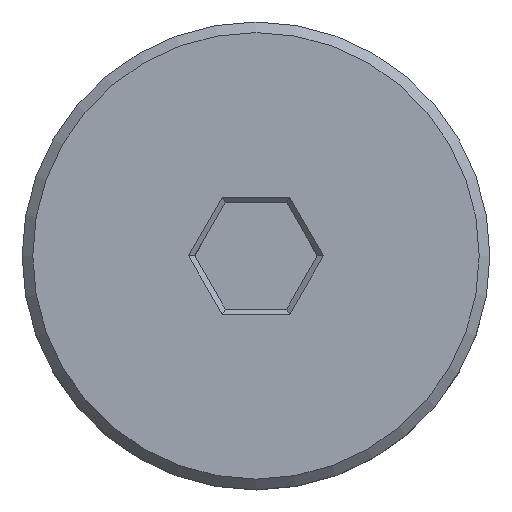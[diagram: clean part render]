
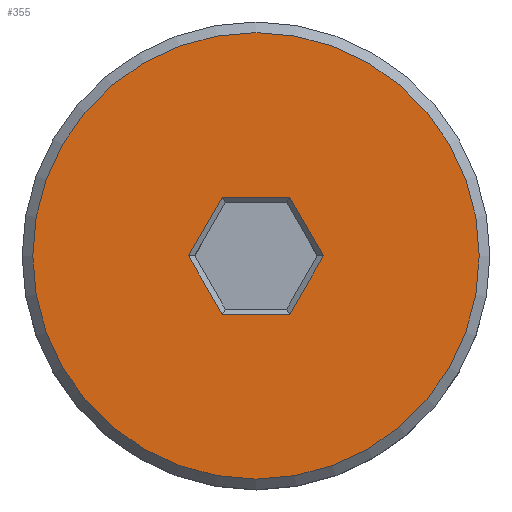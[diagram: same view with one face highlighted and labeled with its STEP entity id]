
A CAD part, top view. The second image highlights one B-rep face of the part: STEP entity #355.
In plain terms, the highlighted planar face has unit normal (0, 0, 1).
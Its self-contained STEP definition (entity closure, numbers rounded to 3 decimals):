
#22=FACE_BOUND('',#69,.T.);
#25=CIRCLE('',#400,10.5);
#44=FACE_OUTER_BOUND('',#68,.T.);
#68=EDGE_LOOP('',(#271));
#69=EDGE_LOOP('',(#272,#273,#274,#275,#276,#277));
#86=LINE('',#535,#123);
#90=LINE('',#543,#127);
#93=LINE('',#550,#130);
#98=LINE('',#560,#135);
#100=LINE('',#563,#137);
#103=LINE('',#567,#140);
#123=VECTOR('',#428,10.);
#127=VECTOR('',#434,10.);
#130=VECTOR('',#439,10.);
#135=VECTOR('',#446,10.);
#137=VECTOR('',#450,10.);
#140=VECTOR('',#455,10.);
#160=VERTEX_POINT('',#533);
#161=VERTEX_POINT('',#534);
#164=VERTEX_POINT('',#542);
#166=VERTEX_POINT('',#548);
#167=VERTEX_POINT('',#549);
#171=VERTEX_POINT('',#559);
#176=VERTEX_POINT('',#583);
#188=EDGE_CURVE('',#160,#161,#86,.T.);
#192=EDGE_CURVE('',#161,#164,#90,.T.);
#195=EDGE_CURVE('',#166,#167,#93,.T.);
#200=EDGE_CURVE('',#167,#171,#98,.T.);
#202=EDGE_CURVE('',#164,#166,#100,.T.);
#205=EDGE_CURVE('',#171,#160,#103,.T.);
#213=EDGE_CURVE('',#176,#176,#25,.T.);
#271=ORIENTED_EDGE('',*,*,#213,.F.);
#272=ORIENTED_EDGE('',*,*,#195,.F.);
#273=ORIENTED_EDGE('',*,*,#202,.F.);
#274=ORIENTED_EDGE('',*,*,#192,.F.);
#275=ORIENTED_EDGE('',*,*,#188,.F.);
#276=ORIENTED_EDGE('',*,*,#205,.F.);
#277=ORIENTED_EDGE('',*,*,#200,.F.);
#338=PLANE('',#399);
#355=ADVANCED_FACE('',(#44,#22),#338,.T.);
#399=AXIS2_PLACEMENT_3D('',#582,#469,#470);
#400=AXIS2_PLACEMENT_3D('',#584,#471,#472);
#428=DIRECTION('',(0.5,0.866,0.));
#434=DIRECTION('',(-0.5,0.866,0.));
#439=DIRECTION('',(-0.5,-0.866,0.));
#446=DIRECTION('',(0.5,-0.866,0.));
#450=DIRECTION('',(-1.,0.,0.));
#455=DIRECTION('',(1.,0.,0.));
#469=DIRECTION('center_axis',(0.,0.,1.));
#470=DIRECTION('ref_axis',(1.,0.,0.));
#471=DIRECTION('center_axis',(0.,0.,-1.));
#472=DIRECTION('ref_axis',(-1.,0.,0.));
#533=CARTESIAN_POINT('',(1.588,-2.75,46.));
#534=CARTESIAN_POINT('',(3.175,0.,46.));
#535=CARTESIAN_POINT('',(2.742,-0.75,46.));
#542=CARTESIAN_POINT('',(1.588,2.75,46.));
#543=CARTESIAN_POINT('',(2.021,2.,46.));
#548=CARTESIAN_POINT('',(-1.588,2.75,46.));
#549=CARTESIAN_POINT('',(-3.175,0.,46.));
#550=CARTESIAN_POINT('',(-2.742,0.75,46.));
#559=CARTESIAN_POINT('',(-1.588,-2.75,46.));
#560=CARTESIAN_POINT('',(-2.021,-2.,46.));
#563=CARTESIAN_POINT('',(-0.722,2.75,46.));
#567=CARTESIAN_POINT('',(0.722,-2.75,46.));
#582=CARTESIAN_POINT('Origin',(0.,0.,46.));
#583=CARTESIAN_POINT('',(10.5,0.,46.));
#584=CARTESIAN_POINT('Origin',(0.,0.,46.));
